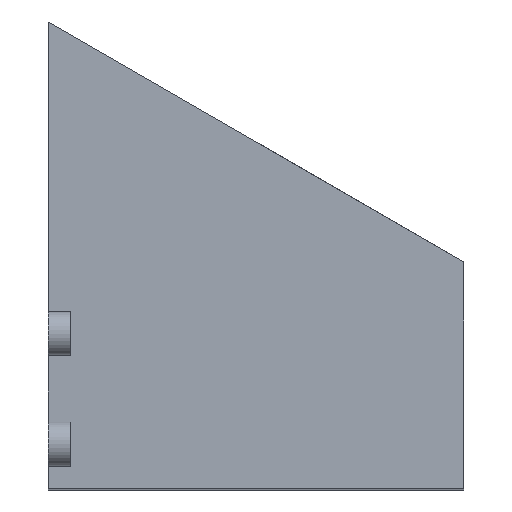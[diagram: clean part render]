
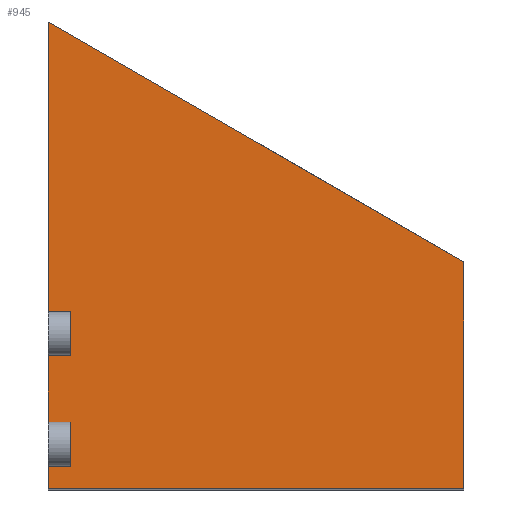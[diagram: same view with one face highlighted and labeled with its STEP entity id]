
A CAD part, top view. The second image highlights one B-rep face of the part: STEP entity #945.
In plain terms, the highlighted planar face has unit normal (0, 0, 1).
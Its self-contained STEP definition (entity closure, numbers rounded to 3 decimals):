
#83=FACE_OUTER_BOUND('',#134,.T.);
#134=EDGE_LOOP('',(#755,#756,#757,#758,#759,#760,#761,#762,#763,#764,#765,
#766));
#206=LINE('',#1402,#322);
#212=LINE('',#1417,#328);
#213=LINE('',#1419,#329);
#216=LINE('',#1431,#332);
#222=LINE('',#1446,#338);
#223=LINE('',#1448,#339);
#234=LINE('',#1479,#350);
#235=LINE('',#1481,#351);
#236=LINE('',#1483,#352);
#237=LINE('',#1485,#353);
#238=LINE('',#1487,#354);
#239=LINE('',#1488,#355);
#322=VECTOR('',#1144,10.);
#328=VECTOR('',#1158,10.);
#329=VECTOR('',#1161,10.);
#332=VECTOR('',#1172,10.);
#338=VECTOR('',#1186,10.);
#339=VECTOR('',#1189,10.);
#350=VECTOR('',#1220,10.);
#351=VECTOR('',#1221,10.);
#352=VECTOR('',#1222,10.);
#353=VECTOR('',#1223,10.);
#354=VECTOR('',#1224,10.);
#355=VECTOR('',#1225,10.);
#427=VERTEX_POINT('',#1398);
#429=VERTEX_POINT('',#1401);
#433=VERTEX_POINT('',#1413);
#434=VERTEX_POINT('',#1415);
#437=VERTEX_POINT('',#1427);
#439=VERTEX_POINT('',#1430);
#443=VERTEX_POINT('',#1442);
#444=VERTEX_POINT('',#1444);
#455=VERTEX_POINT('',#1480);
#456=VERTEX_POINT('',#1482);
#457=VERTEX_POINT('',#1484);
#458=VERTEX_POINT('',#1486);
#532=EDGE_CURVE('',#429,#427,#206,.T.);
#540=EDGE_CURVE('',#433,#434,#212,.T.);
#541=EDGE_CURVE('',#434,#429,#213,.T.);
#546=EDGE_CURVE('',#439,#437,#216,.T.);
#554=EDGE_CURVE('',#443,#444,#222,.T.);
#555=EDGE_CURVE('',#444,#439,#223,.T.);
#570=EDGE_CURVE('',#443,#427,#234,.T.);
#571=EDGE_CURVE('',#455,#437,#235,.T.);
#572=EDGE_CURVE('',#455,#456,#236,.T.);
#573=EDGE_CURVE('',#456,#457,#237,.T.);
#574=EDGE_CURVE('',#457,#458,#238,.T.);
#575=EDGE_CURVE('',#433,#458,#239,.T.);
#755=ORIENTED_EDGE('',*,*,#540,.T.);
#756=ORIENTED_EDGE('',*,*,#541,.T.);
#757=ORIENTED_EDGE('',*,*,#532,.T.);
#758=ORIENTED_EDGE('',*,*,#570,.F.);
#759=ORIENTED_EDGE('',*,*,#554,.T.);
#760=ORIENTED_EDGE('',*,*,#555,.T.);
#761=ORIENTED_EDGE('',*,*,#546,.T.);
#762=ORIENTED_EDGE('',*,*,#571,.F.);
#763=ORIENTED_EDGE('',*,*,#572,.T.);
#764=ORIENTED_EDGE('',*,*,#573,.T.);
#765=ORIENTED_EDGE('',*,*,#574,.T.);
#766=ORIENTED_EDGE('',*,*,#575,.F.);
#898=PLANE('',#1031);
#945=ADVANCED_FACE('',(#83),#898,.T.);
#1031=AXIS2_PLACEMENT_3D('',#1478,#1218,#1219);
#1144=DIRECTION('',(-1.,0.,0.));
#1158=DIRECTION('',(1.,0.,0.));
#1161=DIRECTION('',(0.,-1.,0.));
#1172=DIRECTION('',(-1.,0.,0.));
#1186=DIRECTION('',(1.,0.,0.));
#1189=DIRECTION('',(0.,-1.,0.));
#1218=DIRECTION('center_axis',(0.,0.,1.));
#1219=DIRECTION('ref_axis',(1.,0.,0.));
#1220=DIRECTION('',(0.,1.,0.));
#1221=DIRECTION('',(0.,1.,0.));
#1222=DIRECTION('',(1.,0.,0.));
#1223=DIRECTION('',(0.,1.,0.));
#1224=DIRECTION('',(-0.866,0.5,0.));
#1225=DIRECTION('',(0.,1.,0.));
#1398=CARTESIAN_POINT('',(-65.65,30.,101.95));
#1401=CARTESIAN_POINT('',(-60.65,30.,101.95));
#1402=CARTESIAN_POINT('',(-65.65,30.,101.95));
#1413=CARTESIAN_POINT('',(-65.65,40.,101.95));
#1415=CARTESIAN_POINT('',(-60.65,40.,101.95));
#1417=CARTESIAN_POINT('',(-65.65,40.,101.95));
#1419=CARTESIAN_POINT('',(-60.65,17.5,101.95));
#1427=CARTESIAN_POINT('',(-65.65,5.,101.95));
#1430=CARTESIAN_POINT('',(-60.65,5.,101.95));
#1431=CARTESIAN_POINT('',(-65.65,5.,101.95));
#1442=CARTESIAN_POINT('',(-65.65,15.,101.95));
#1444=CARTESIAN_POINT('',(-60.65,15.,101.95));
#1446=CARTESIAN_POINT('',(-65.65,15.,101.95));
#1448=CARTESIAN_POINT('',(-60.65,5.,101.95));
#1478=CARTESIAN_POINT('Origin',(-65.65,0.,101.95));
#1479=CARTESIAN_POINT('',(-65.65,0.,101.95));
#1480=CARTESIAN_POINT('',(-65.65,0.,101.95));
#1481=CARTESIAN_POINT('',(-65.65,0.,101.95));
#1482=CARTESIAN_POINT('',(28.35,0.,101.95));
#1483=CARTESIAN_POINT('',(-65.65,0.,101.95));
#1484=CARTESIAN_POINT('',(28.35,51.268,101.95));
#1485=CARTESIAN_POINT('',(28.35,0.,101.95));
#1486=CARTESIAN_POINT('',(-65.65,105.539,101.95));
#1487=CARTESIAN_POINT('',(-19.3,78.779,101.95));
#1488=CARTESIAN_POINT('',(-65.65,0.,101.95));
